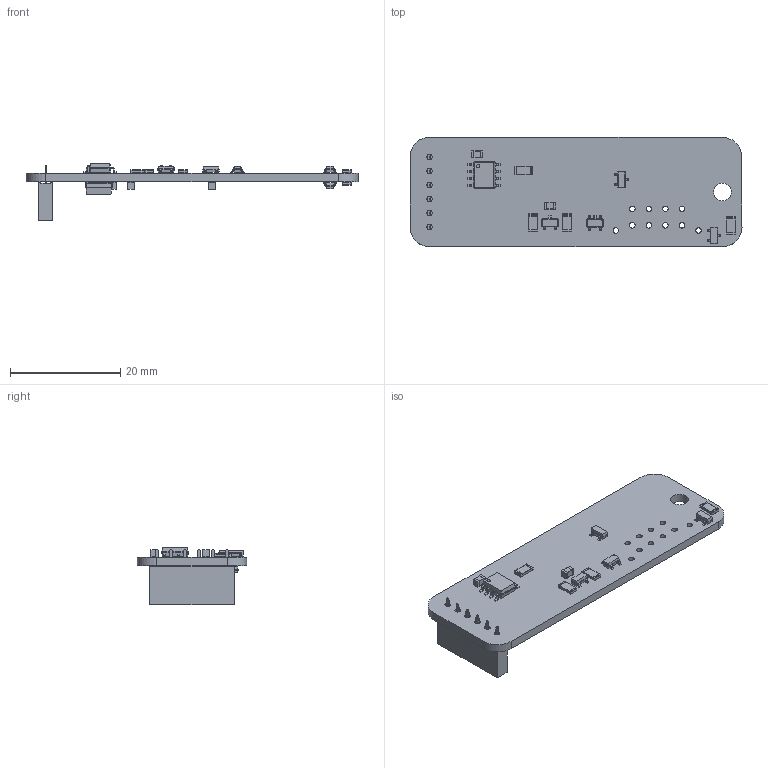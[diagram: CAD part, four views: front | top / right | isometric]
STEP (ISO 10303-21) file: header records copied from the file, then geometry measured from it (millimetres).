
FILE_DESCRIPTION(('KiCad electronic assembly'),'2;1');
FILE_NAME('RTD-Daughter-V0.step','2020-01-15T23:20:11',('An Author'),( 'A Company'),'Open CASCADE STEP processor 6.9', 'KiCad to STEP converter','Unknown');
FILE_SCHEMA(('AUTOMOTIVE_DESIGN { 1 0 10303 214 1 1 1 1 }'));
Length unit declared in the file: millimetre
Products named in the file (16): Open CASCADE STEP translator 6.9 1; SOIC-8_3.9x4.9mm_P1.27mm; SOLID; TSOP-5_1.65x3.05mm_P0.95mm; R_1206_3216Metric; SOT-23; D_SMA; C_0805_2012Metric; PinSocket_1x06_P2.54mm_Vertical; COMPOUND
Assembly tree (26 placements, depth 3):
  Open CASCADE STEP translator 6.9 1
    SOIC-8_3.9x4.9mm_P1.27mm
      SOLID
    TSOP-5_1.65x3.05mm_P0.95mm
      SOLID
    R_1206_3216Metric  x5
      SOLID
    SOT-23  x4
      SOLID
    D_SMA
      SOLID
    C_0805_2012Metric  x5
      SOLID
    PinSocket_1x06_P2.54mm_Vertical
      SOLID
    COMPOUND
Bounding box: 60.2 x 19.81 x 10.45 mm (x, y, z)
Volume: 2218.3 mm3; surface area: 3504.2 mm2
Topology: 19 solids, 19 shells, 1105 faces, 2788 edges, 1752 vertices
Faces by surface type: plane 699, cylinder 227, bspline 179
Full cylindrical faces by diameter (mm): 0.1 x1, 0.6 x1, 1 x16, 3.2 x1
Entity records: 46713 total; most frequent: CARTESIAN_POINT 8364, DIRECTION 6051, LINE 4294, VECTOR 4294, ORIENTED_EDGE 3376, PCURVE 3376, DEFINITIONAL_REPRESENTATION 3376, EDGE_CURVE 1688
